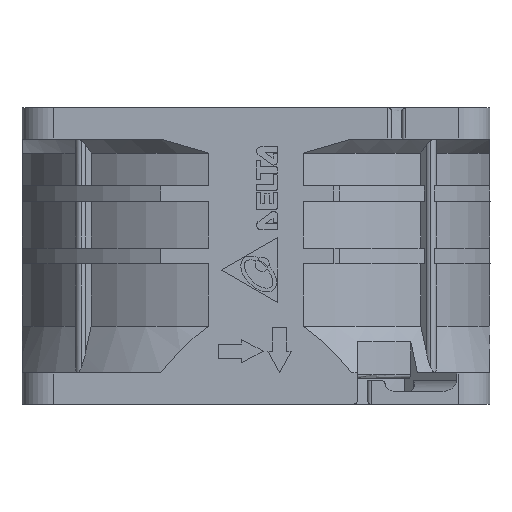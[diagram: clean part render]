
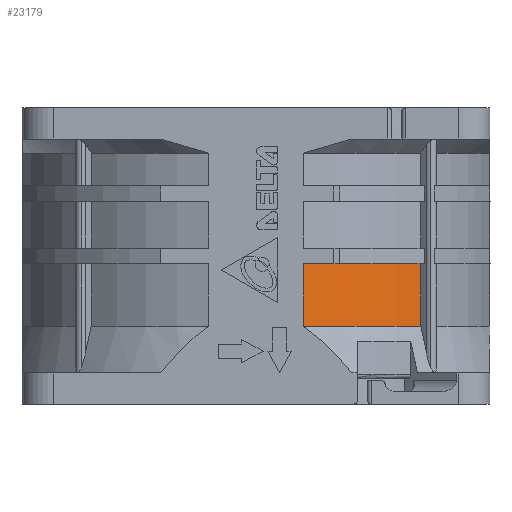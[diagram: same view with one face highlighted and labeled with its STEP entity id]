
A CAD part, left-side view. The second image highlights one B-rep face of the part: STEP entity #23179.
In plain terms, the highlighted cylindrical face has radius 30.6 mm (diameter 61.2 mm), a partial arc.
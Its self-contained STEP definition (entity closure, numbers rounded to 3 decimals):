
#3590=CARTESIAN_POINT('',(0.,0.,4.));
#3591=DIRECTION('',(0.,0.,-1.));
#3592=DIRECTION('',(-0.723,-0.691,0.));
#3593=AXIS2_PLACEMENT_3D('',#3590,#3591,#3592);
#3621=DIRECTION('',(0.,0.,1.));
#3622=VECTOR('',#3621,8.);
#3623=CARTESIAN_POINT('',(-22.127,-21.137,
4.));
#3624=LINE('',#3623,#3622);
#3625=DIRECTION('',(0.,0.,-1.));
#3626=VECTOR('',#3625,8.);
#3627=CARTESIAN_POINT('',(-30.,-6.03,12.));
#3628=LINE('',#3627,#3626);
#3633=CARTESIAN_POINT('',(0.,0.,12.));
#3634=DIRECTION('',(0.,0.,1.));
#3635=DIRECTION('',(-0.98,-0.197,0.));
#3636=AXIS2_PLACEMENT_3D('',#3633,#3634,#3635);
#15860=CARTESIAN_POINT('',(-30.,-6.03,12.));
#15861=VERTEX_POINT('',#15860);
#15929=CARTESIAN_POINT('',(-30.,-6.03,
4.));
#15930=VERTEX_POINT('',#15929);
#16275=CARTESIAN_POINT('',(-22.127,-21.137,12.));
#16276=VERTEX_POINT('',#16275);
#17530=CARTESIAN_POINT('',(-22.127,-21.137,
4.));
#17531=VERTEX_POINT('',#17530);
#23167=CARTESIAN_POINT('',(0.,0.,-6.));
#23168=DIRECTION('',(0.,0.,-1.));
#23169=DIRECTION('',(-1.,0.,0.));
#23170=AXIS2_PLACEMENT_3D('',#23167,#23168,#23169);
#23171=CYLINDRICAL_SURFACE('',#23170,30.6);
#23172=ORIENTED_EDGE('',*,*,#22780,.F.);
#23173=ORIENTED_EDGE('',*,*,#23150,.T.);
#23174=ORIENTED_EDGE('',*,*,#22541,.F.);
#23176=ORIENTED_EDGE('',*,*,#23175,.T.);
#23177=EDGE_LOOP('',(#23172,#23173,#23174,#23176));
#23178=FACE_OUTER_BOUND('',#23177,.F.);
#23179=ADVANCED_FACE('',(#23178),#23171,.T.);
#3594=CIRCLE('',#3593,30.6);
#3637=CIRCLE('',#3636,30.6);
#22541=EDGE_CURVE('',#15861,#15930,#3628,.T.);
#22780=EDGE_CURVE('',#17531,#16276,#3624,.T.);
#23150=EDGE_CURVE('',#17531,#15930,#3594,.T.);
#23175=EDGE_CURVE('',#15861,#16276,#3637,.T.);
